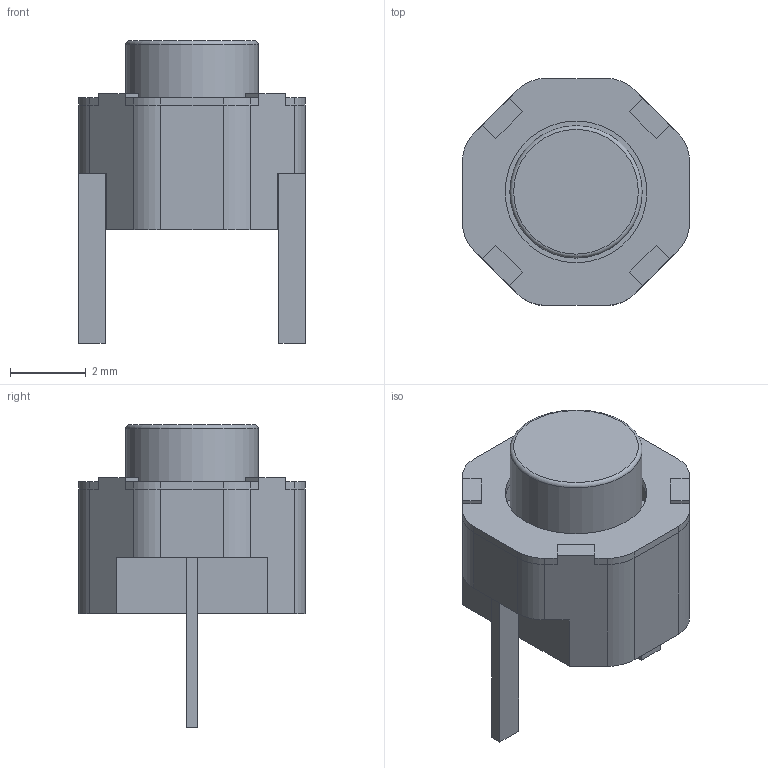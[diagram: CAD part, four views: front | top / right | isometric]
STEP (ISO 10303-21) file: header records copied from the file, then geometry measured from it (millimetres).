
FILE_DESCRIPTION(/* description */ (''),/* implementation_level */ '2;1');
FILE_NAME(/* name */ 'TSY66HCJ.step',/* time_stamp */ '2021-06-29T23:31:31+09:00',/* author */ (''),/* organization */ (''),/* preprocessor_version */ 'ST-DEVELOPER v18.1',/* originating_system */ 'Autodesk Translation Framework v10.9.0.1377',/* authorisation */ '');
FILE_SCHEMA (('AUTOMOTIVE_DESIGN { 1 0 10303 214 3 1 1 }'));
Length unit declared in the file: millimetre
Products named in the file (5): TSY66HCJ; base; plate; stem; pin
Assembly tree (4 placements, depth 2):
  TSY66HCJ
    base
    plate
    stem
    pin
Bounding box: 6 x 6 x 8 mm (x, y, z)
Volume: 98.4 mm3; surface area: 258.2 mm2
Topology: 5 solids, 5 shells, 97 faces, 260 edges, 173 vertices
Faces by surface type: plane 78, cylinder 18, torus 1
Full cylindrical faces by diameter (mm): 3.5 x1, 3.75 x1
Entity records: 3177 total; most frequent: CARTESIAN_POINT 539, ORIENTED_EDGE 520, DIRECTION 510, EDGE_CURVE 260, LINE 222, VECTOR 222, VERTEX_POINT 173, AXIS2_PLACEMENT_3D 144
